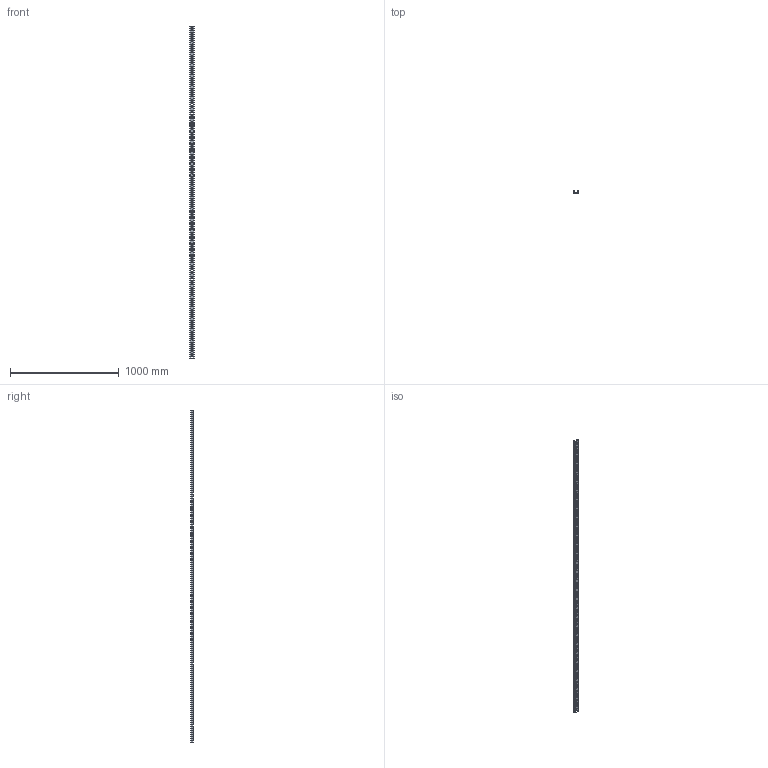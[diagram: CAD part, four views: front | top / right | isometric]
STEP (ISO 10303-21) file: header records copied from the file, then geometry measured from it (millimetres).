
FILE_DESCRIPTION(('TurboCAD Mac Pro'),'Build 980');
FILE_NAME('P4000SL.stp',' ',(''),(''),'ACIS Interop','IMSI','TurboCAD Mac Pro BY IMSI, INCORPORATED');
FILE_SCHEMA(('automotive_design'));
Length unit declared in the file: inch
Products named in the file (1): 1
Bounding box: 41.27 x 20.64 x 3048 mm (x, y, z)
Volume: 442291.8 mm3; surface area: 604309.3 mm2
Topology: 1 solids, 1 shells, 226 faces, 672 edges, 448 vertices
Faces by surface type: bspline 138, plane 86, cylinder 2
Entity records: 10196 total; most frequent: CARTESIAN_POINT 3138, ORIENTED_EDGE 1344, EDGE_CURVE 672, DIRECTION 580, VERTEX_POINT 448, LINE 392, VECTOR 392, EDGE_LOOP 284
